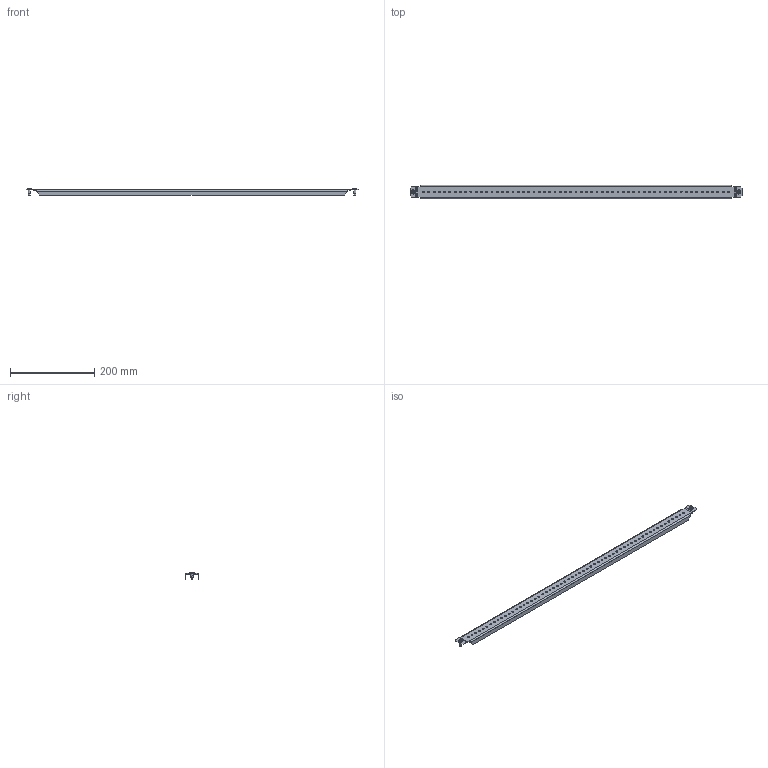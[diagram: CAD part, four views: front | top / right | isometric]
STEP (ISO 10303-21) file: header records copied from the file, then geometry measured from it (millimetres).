
FILE_DESCRIPTION (( 'STEP AP203' ), '1' );
FILE_NAME ('U0252800301 扻斀錼膷 謥樏 蟯 LC2_RS52 00.80 (000.801.083-03).STEP', '2022-04-18T07:17:32', ( '' ), ( '' ), 'SwSTEP 2.0', 'SolidWorks 2017', '' );
FILE_SCHEMA (( 'CONFIG_CONTROL_DESIGN' ));
Length unit declared in the file: millimetre
Products named in the file (3): U0252800301 扻斀錼膷 謥樏 蟯 LC2_RS52 00.80 (000.801.083-03); 025-162 Ðåéêà ÂÌ èçì 1_03   (80); Âèíò DIN 7500 M TORX_Œ5å16
Assembly tree (3 placements, depth 2):
  U0252800301 扻斀錼膷 謥樏 蟯 LC2_RS52 00.80 (000.801.083-03)
    025-162 Ðåéêà ÂÌ èçì 1_03   (80)
    Âèíò DIN 7500 M TORX_Œ5å16  x2
Bounding box: 790 x 31.8 x 16 mm (x, y, z)
Volume: 55456.3 mm3; surface area: 82590.8 mm2
Topology: 3 solids, 3 shells, 276 faces, 736 edges, 468 vertices
Faces by surface type: cylinder 196, plane 60, cone 12, torus 8
Entity records: 7948 total; most frequent: DIRECTION 1443, CARTESIAN_POINT 1257, ORIENTED_EDGE 1246, EDGE_CURVE 623, AXIS2_PLACEMENT_3D 582, VERTEX_POINT 396, EDGE_LOOP 355, CIRCLE 344
